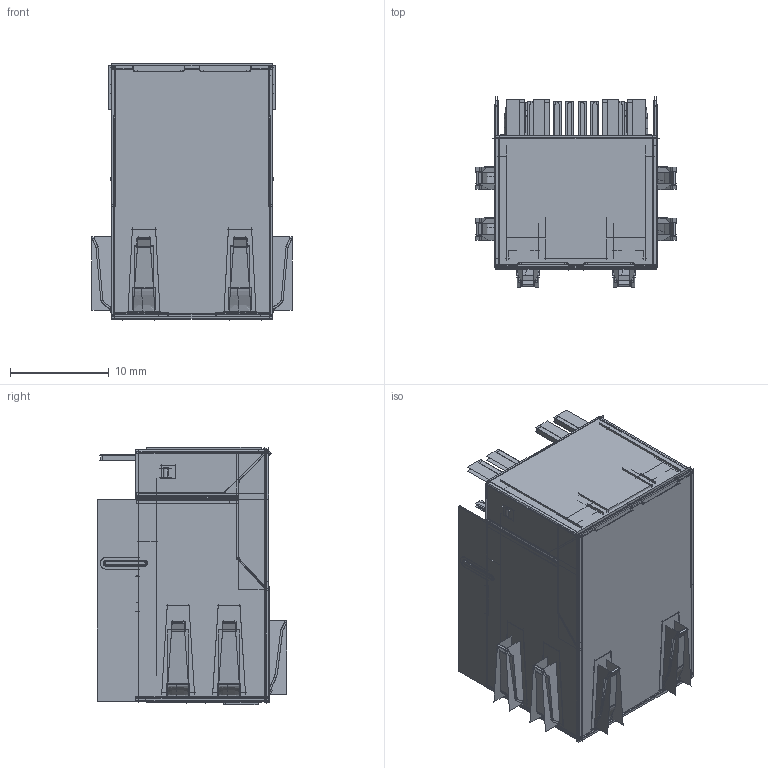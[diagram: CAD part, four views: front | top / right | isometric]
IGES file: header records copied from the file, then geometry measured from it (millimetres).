
Start section:  PTC IGES file: DGKYD311Q070DF7A4DN.igs
Global section: file name: DGKYD311Q070DF7A4DN.igs; native system: Creo Parametric by PTC Inc.; preprocessor: 2018400; author: Administrator; organization: Unknown; date: 20211213.155723; units: millimetre
Bounding box: 20.21 x 19.18 x 26 mm (x, y, z)
Surface area: 163686 mm2 (no closed solid volume)
Topology: 0 solids, 0 shells, 3712 faces, 67929 edges, 86928 vertices
Faces by surface type: bspline 2910, revolution 746, extrusion 56
